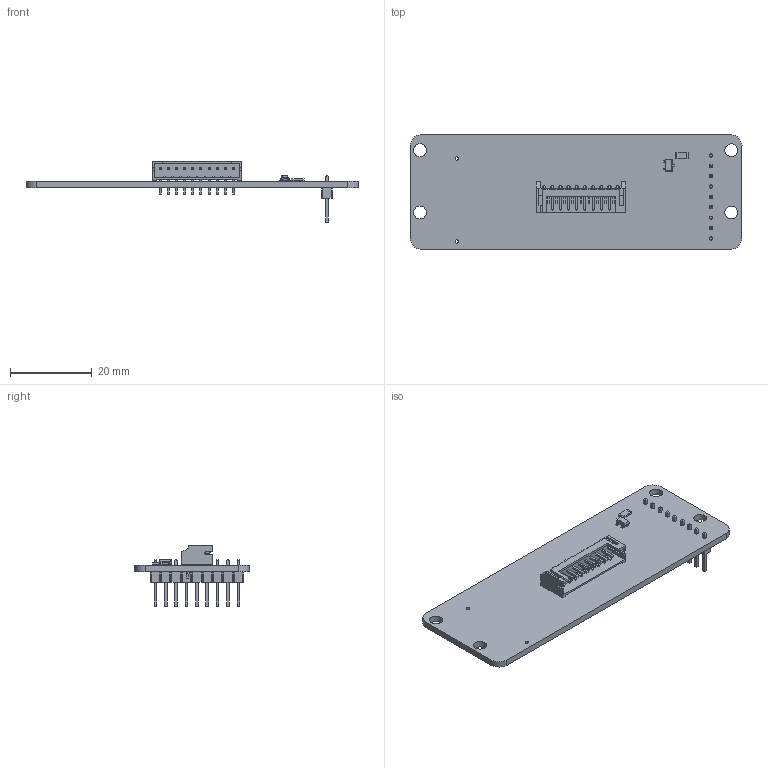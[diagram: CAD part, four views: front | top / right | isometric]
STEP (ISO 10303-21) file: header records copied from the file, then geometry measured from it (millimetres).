
FILE_DESCRIPTION(('KiCad electronic assembly'),'2;1');
FILE_NAME('weaver_UC1609.step','2022-05-16T16:41:01',('An Author'),( 'A Company'),'Open CASCADE STEP processor 7.5', 'KiCad to STEP converter','Unknown');
FILE_SCHEMA(('AUTOMOTIVE_DESIGN { 1 0 10303 214 1 1 1 1 }'));
Length unit declared in the file: millimetre
Products named in the file (10): Open CASCADE STEP translator 7.5 1; JST_PH_S10B-PH-K_1x10_P2.00mm_Horizontal; SOLID; R_1206_3216Metric; SC-59; PinHeader_1x09_P2.54mm_Vertical; COMPOUND
Assembly tree (9 placements, depth 3):
  Open CASCADE STEP translator 7.5 1
    JST_PH_S10B-PH-K_1x10_P2.00mm_Horizontal
      SOLID
    R_1206_3216Metric
      SOLID
    SC-59
      SOLID
    PinHeader_1x09_P2.54mm_Vertical
      SOLID
    COMPOUND
Bounding box: 81.28 x 28.07 x 15.09 mm (x, y, z)
Volume: 4036.8 mm3; surface area: 6290.2 mm2
Topology: 5 solids, 5 shells, 723 faces, 1843 edges, 1164 vertices
Faces by surface type: plane 625, cylinder 71, bspline 27
Full cylindrical faces by diameter (mm): 0.8 x10, 0.813 x11, 3.175 x4
Entity records: 50553 total; most frequent: CARTESIAN_POINT 8146, DIRECTION 6918, LINE 5161, VECTOR 5161, ORIENTED_EDGE 3686, PCURVE 3686, DEFINITIONAL_REPRESENTATION 3686, EDGE_CURVE 1843
